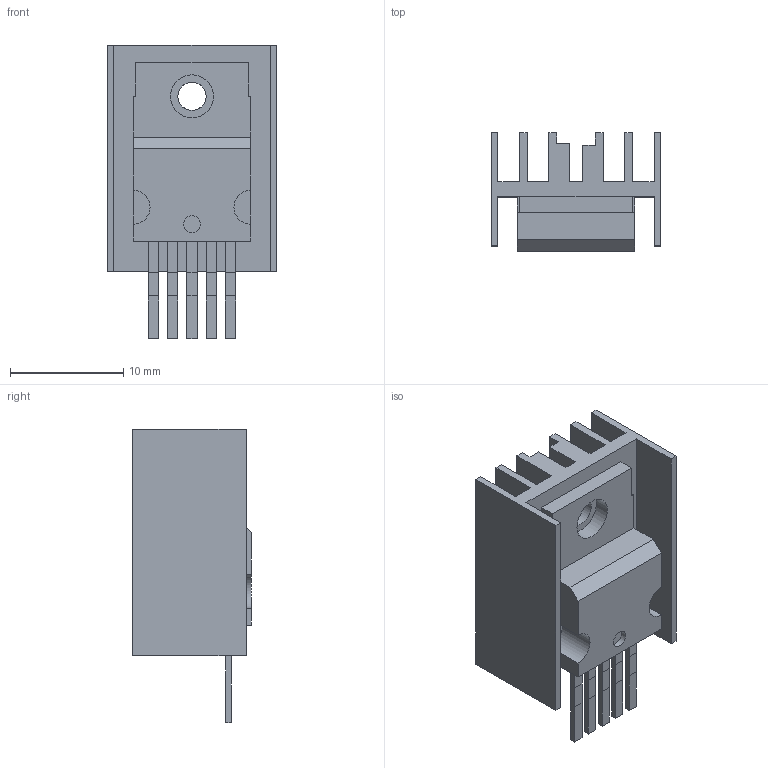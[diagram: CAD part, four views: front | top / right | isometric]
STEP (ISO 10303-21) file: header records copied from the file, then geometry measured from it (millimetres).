
FILE_DESCRIPTION(/* description */ (''),/* implementation_level */ '2;1');
FILE_NAME(/* name */ 'TO-220-5_Vertical_Heatsink.step',/* time_stamp */ '2018-10-29T09:07:50-06:00',/* author */ ('kitecraft'),/* organization */ (''),/* preprocessor_version */ 'ST-DEVELOPER v17.2',/* originating_system */ 'Autodesk Translation Framework v7.6.0.251',/* authorisation */ '');
FILE_SCHEMA (('AUTOMOTIVE_DESIGN { 1 0 10303 214 3 1 1 }'));
Length unit declared in the file: millimetre
Products named in the file (2): TO-220-5_Vertical_Heatsink; Heatsink
Assembly tree (1 placements, depth 2):
  TO-220-5_Vertical_Heatsink
    Heatsink
Bounding box: 15 x 10.45 x 25.9 mm (x, y, z)
Volume: 1499.5 mm3; surface area: 2799.4 mm2
Topology: 2 solids, 2 shells, 106 faces, 291 edges, 194 vertices
Faces by surface type: plane 101, cylinder 5
Full cylindrical faces by diameter (mm): 1.5 x1, 2.5 x1, 3.8 x1
Entity records: 3464 total; most frequent: CARTESIAN_POINT 594, ORIENTED_EDGE 582, DIRECTION 527, EDGE_CURVE 291, LINE 273, VECTOR 273, VERTEX_POINT 194, AXIS2_PLACEMENT_3D 127
